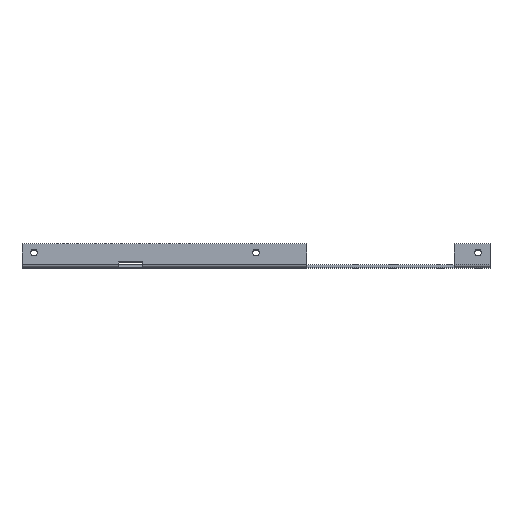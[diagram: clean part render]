
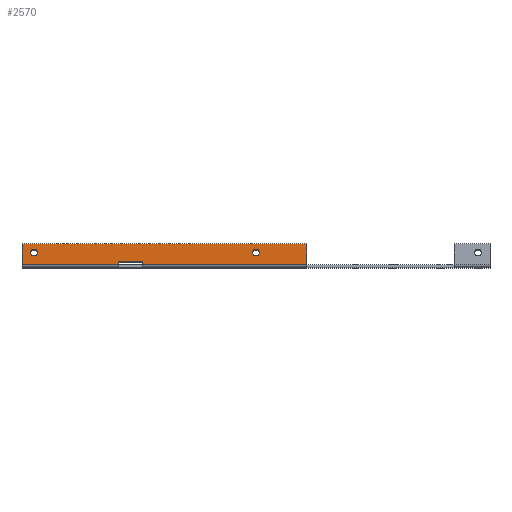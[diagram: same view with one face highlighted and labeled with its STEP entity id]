
A CAD part, top view. The second image highlights one B-rep face of the part: STEP entity #2570.
In plain terms, the highlighted planar face has unit normal (0, 0, 1).
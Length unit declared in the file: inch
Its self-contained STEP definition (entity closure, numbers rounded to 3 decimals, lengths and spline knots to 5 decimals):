
#143=FACE_BOUND('',#675,.T.);
#144=FACE_BOUND('',#676,.T.);
#281=CIRCLE('',#2763,0.1405);
#282=CIRCLE('',#2764,0.1405);
#434=FACE_OUTER_BOUND('',#674,.T.);
#674=EDGE_LOOP('',(#2211,#2212,#2213,#2214,#2215,#2216,#2217,#2218));
#675=EDGE_LOOP('',(#2219));
#676=EDGE_LOOP('',(#2220));
#891=LINE('',#4474,#1095);
#902=LINE('',#4506,#1106);
#903=LINE('',#4508,#1107);
#904=LINE('',#4510,#1108);
#905=LINE('',#4512,#1109);
#906=LINE('',#4514,#1110);
#907=LINE('',#4516,#1111);
#908=LINE('',#4517,#1112);
#1095=VECTOR('',#3261,1.);
#1106=VECTOR('',#3292,0.125);
#1107=VECTOR('',#3293,0.125);
#1108=VECTOR('',#3294,6.841);
#1109=VECTOR('',#3295,0.875);
#1110=VECTOR('',#3296,11.875);
#1111=VECTOR('',#3297,0.875);
#1112=VECTOR('',#3298,4.034);
#1347=VERTEX_POINT('',#4471);
#1348=VERTEX_POINT('',#4473);
#1359=VERTEX_POINT('',#4505);
#1360=VERTEX_POINT('',#4507);
#1361=VERTEX_POINT('',#4509);
#1362=VERTEX_POINT('',#4511);
#1363=VERTEX_POINT('',#4513);
#1364=VERTEX_POINT('',#4515);
#1365=VERTEX_POINT('',#4518);
#1366=VERTEX_POINT('',#4520);
#1651=EDGE_CURVE('',#1348,#1347,#891,.T.);
#1668=EDGE_CURVE('',#1359,#1348,#902,.T.);
#1669=EDGE_CURVE('',#1347,#1360,#903,.T.);
#1670=EDGE_CURVE('',#1361,#1360,#904,.T.);
#1671=EDGE_CURVE('',#1361,#1362,#905,.T.);
#1672=EDGE_CURVE('',#1363,#1362,#906,.T.);
#1673=EDGE_CURVE('',#1364,#1363,#907,.T.);
#1674=EDGE_CURVE('',#1359,#1364,#908,.T.);
#1675=EDGE_CURVE('',#1365,#1365,#281,.T.);
#1676=EDGE_CURVE('',#1366,#1366,#282,.T.);
#2211=ORIENTED_EDGE('',*,*,#1668,.T.);
#2212=ORIENTED_EDGE('',*,*,#1651,.T.);
#2213=ORIENTED_EDGE('',*,*,#1669,.T.);
#2214=ORIENTED_EDGE('',*,*,#1670,.F.);
#2215=ORIENTED_EDGE('',*,*,#1671,.T.);
#2216=ORIENTED_EDGE('',*,*,#1672,.F.);
#2217=ORIENTED_EDGE('',*,*,#1673,.F.);
#2218=ORIENTED_EDGE('',*,*,#1674,.F.);
#2219=ORIENTED_EDGE('',*,*,#1675,.T.);
#2220=ORIENTED_EDGE('',*,*,#1676,.T.);
#2468=PLANE('',#2762);
#2570=ADVANCED_FACE('',(#434,#143,#144),#2468,.T.);
#2762=AXIS2_PLACEMENT_3D('',#4504,#3290,#3291);
#2763=AXIS2_PLACEMENT_3D('',#4519,#3299,#3300);
#2764=AXIS2_PLACEMENT_3D('',#4521,#3301,#3302);
#3261=DIRECTION('',(1.,0.,0.));
#3290=DIRECTION('center_axis',(0.,0.,1.));
#3291=DIRECTION('ref_axis',(1.,0.,0.));
#3292=DIRECTION('',(0.,1.,0.));
#3293=DIRECTION('',(0.,-1.,0.));
#3294=DIRECTION('',(-1.,0.,0.));
#3295=DIRECTION('',(0.,1.,0.));
#3296=DIRECTION('',(1.,0.,0.));
#3297=DIRECTION('',(0.,1.,0.));
#3298=DIRECTION('',(-1.,0.,0.));
#3299=DIRECTION('center_axis',(0.,0.,-1.));
#3300=DIRECTION('ref_axis',(1.,0.,0.));
#3301=DIRECTION('center_axis',(0.,0.,-1.));
#3302=DIRECTION('ref_axis',(1.,0.,0.));
#4471=CARTESIAN_POINT('',(-14.466,0.25,0.));
#4473=CARTESIAN_POINT('',(-15.466,0.25,0.));
#4474=CARTESIAN_POINT('',(-17.233,0.25,0.));
#4504=CARTESIAN_POINT('Origin',(-19.5,0.,0.));
#4505=CARTESIAN_POINT('',(-15.466,0.125,0.));
#4506=CARTESIAN_POINT('',(-15.466,0.0625,0.));
#4507=CARTESIAN_POINT('',(-14.466,0.125,0.));
#4508=CARTESIAN_POINT('',(-14.466,0.0625,0.));
#4509=CARTESIAN_POINT('',(-7.625,0.125,0.));
#4510=CARTESIAN_POINT('',(-14.625,0.125,0.));
#4511=CARTESIAN_POINT('',(-7.625,1.,0.));
#4512=CARTESIAN_POINT('',(-7.625,0.116,0.));
#4513=CARTESIAN_POINT('',(-19.5,1.,0.));
#4514=CARTESIAN_POINT('',(-19.5,1.,0.));
#4515=CARTESIAN_POINT('',(-19.5,0.125,0.));
#4516=CARTESIAN_POINT('',(-19.5,0.,0.));
#4517=CARTESIAN_POINT('',(-14.625,0.125,0.));
#4518=CARTESIAN_POINT('',(-9.8905,0.625,0.));
#4519=CARTESIAN_POINT('Origin',(-9.75,0.625,0.));
#4520=CARTESIAN_POINT('',(-19.1405,0.625,0.));
#4521=CARTESIAN_POINT('Origin',(-19.,0.625,0.));
